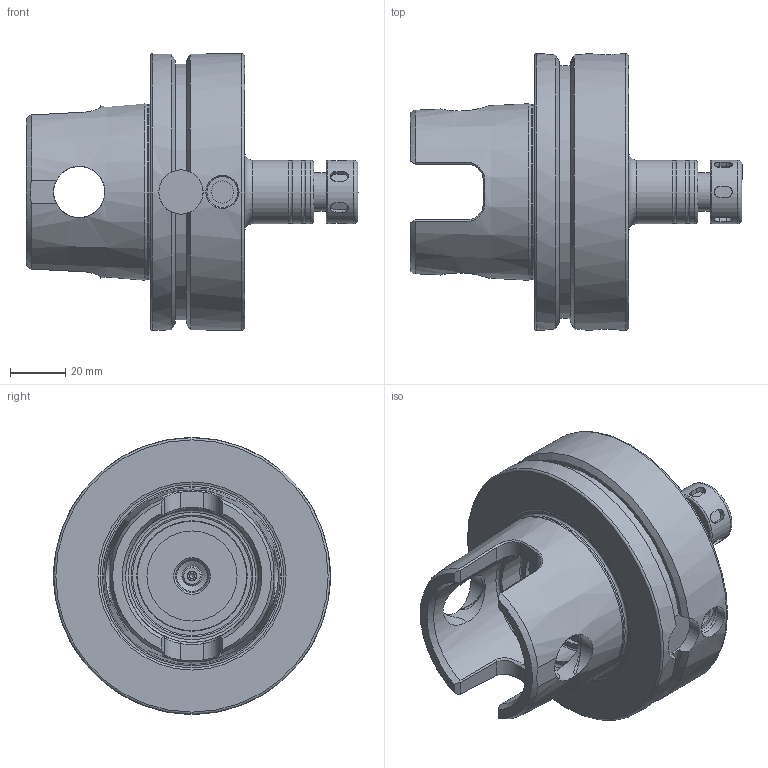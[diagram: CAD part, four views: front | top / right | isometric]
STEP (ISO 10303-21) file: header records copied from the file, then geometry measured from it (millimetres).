
FILE_DESCRIPTION((''),'2;1');
FILE_NAME('126011307075-3D.stp','2020-07-23T14:03:12',('nttooll'),(''),'Autodesk Inventor 2012','Autodesk Inventor 2012','');
FILE_SCHEMA(('AUTOMOTIVE_DESIGN { 1 0 10303 214 1 1 1 1 }'));
Length unit declared in the file: millimetre
Products named in the file (1): 126011307075-3D
Bounding box: 120 x 100 x 100 mm (x, y, z)
Volume: 313063.8 mm3; surface area: 48516.6 mm2
Topology: 1 solids, 2 shells, 199 faces, 437 edges, 273 vertices
Faces by surface type: plane 71, cylinder 63, cone 30, bspline 20, torus 15
Full cylindrical faces by diameter (mm): 1.7 x1, 3 x1, 3.5 x1, 5.745 x1, 7 x2, 7.3 x1, 8 x4, 8.5 x1, 8.79 x1, 9.7 x1, 11.2 x3, 12 x4, 12.1 x1, 14 x2, 16 x2, 17 x1, 18.5 x2, 23 x4, 31.2 x2, 32.6 x1, 44 x1, 48 x1, 63.3 x1, 100 x2
Entity records: 5918 total; most frequent: CARTESIAN_POINT 2116, DIRECTION 716, ORIENTED_EDGE 688, EDGE_CURVE 344, AXIS2_PLACEMENT_3D 322, EDGE_LOOP 316, VERTEX_POINT 260, FACE_OUTER_BOUND 199
